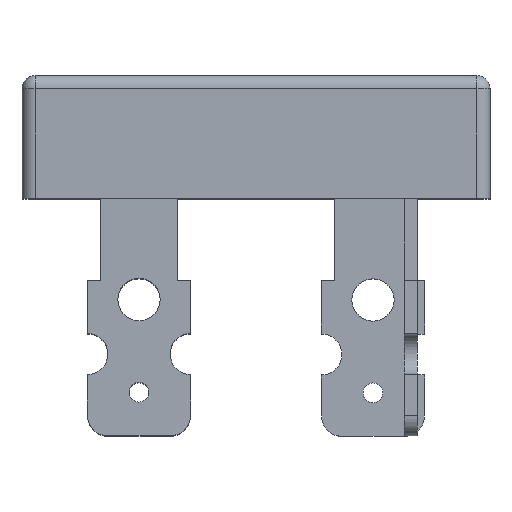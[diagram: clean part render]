
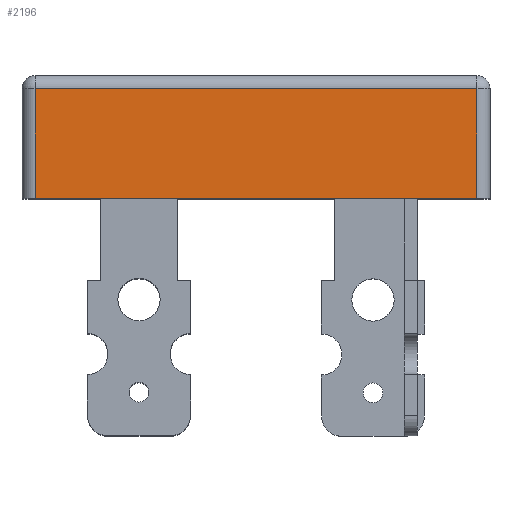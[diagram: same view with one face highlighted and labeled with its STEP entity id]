
A CAD part, top view. The second image highlights one B-rep face of the part: STEP entity #2196.
In plain terms, the highlighted planar face has unit normal (0, 0, 1).
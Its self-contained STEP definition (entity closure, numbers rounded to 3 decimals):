
#2 = CARTESIAN_POINT ( 'NONE',  ( 6.594, 0., 0. ) ) ;
#30 = EDGE_CURVE ( 'NONE', #1271, #694, #4778, .T. ) ;
#215 = DIRECTION ( 'NONE',  ( 0., 0., 1. ) ) ;
#352 = CARTESIAN_POINT ( 'NONE',  ( -16.206, 0., 0. ) ) ;
#579 = EDGE_LOOP ( 'NONE', ( #2518, #1031, #1586, #4182 ) ) ;
#609 = CARTESIAN_POINT ( 'NONE',  ( 10.794, 6.7, 0. ) ) ;
#694 = VERTEX_POINT ( 'NONE', #609 ) ;
#710 = FACE_OUTER_BOUND ( 'NONE', #579, .T. ) ;
#731 = DIRECTION ( 'NONE',  ( 0., -1., 0. ) ) ;
#952 = LINE ( 'NONE', #352, #4869 ) ;
#963 = PLANE ( 'NONE',  #4624 ) ;
#1031 = ORIENTED_EDGE ( 'NONE', *, *, #30, .T. ) ;
#1068 = CARTESIAN_POINT ( 'NONE',  ( 10.794, 0., 0. ) ) ;
#1271 = VERTEX_POINT ( 'NONE', #1068 ) ;
#1586 = ORIENTED_EDGE ( 'NONE', *, *, #4793, .T. ) ;
#1793 = CARTESIAN_POINT ( 'NONE',  ( -16.206, 0., 0. ) ) ;
#2196 = ADVANCED_FACE ( 'NONE', ( #710 ), #963, .T. ) ;
#2489 = VECTOR ( 'NONE', #3034, 1000. ) ;
#2492 = EDGE_CURVE ( 'NONE', #3292, #1271, #3491, .T. ) ;
#2498 = CARTESIAN_POINT ( 'NONE',  ( 6.594, 0., 0. ) ) ;
#2518 = ORIENTED_EDGE ( 'NONE', *, *, #2492, .T. ) ;
#2692 = CARTESIAN_POINT ( 'NONE',  ( 6.594, 6.7, 0. ) ) ;
#2880 = DIRECTION ( 'NONE',  ( 1., 0., 0. ) ) ;
#3034 = DIRECTION ( 'NONE',  ( 1., 0., 0. ) ) ;
#3292 = VERTEX_POINT ( 'NONE', #1793 ) ;
#3405 = VERTEX_POINT ( 'NONE', #4133 ) ;
#3414 = EDGE_CURVE ( 'NONE', #3405, #3292, #952, .T. ) ;
#3417 = CARTESIAN_POINT ( 'NONE',  ( 10.794, 0., 0. ) ) ;
#3491 = LINE ( 'NONE', #2, #2489 ) ;
#3499 = VECTOR ( 'NONE', #3837, 1000. ) ;
#3756 = VECTOR ( 'NONE', #3798, 1000. ) ;
#3798 = DIRECTION ( 'NONE',  ( 0., 1., 0. ) ) ;
#3837 = DIRECTION ( 'NONE',  ( -1., 0., 0. ) ) ;
#4133 = CARTESIAN_POINT ( 'NONE',  ( -16.206, 6.7, 0. ) ) ;
#4182 = ORIENTED_EDGE ( 'NONE', *, *, #3414, .T. ) ;
#4512 = LINE ( 'NONE', #2692, #3499 ) ;
#4624 = AXIS2_PLACEMENT_3D ( 'NONE', #2498, #215, #2880 ) ;
#4778 = LINE ( 'NONE', #3417, #3756 ) ;
#4793 = EDGE_CURVE ( 'NONE', #694, #3405, #4512, .T. ) ;
#4869 = VECTOR ( 'NONE', #731, 1000. ) ;
